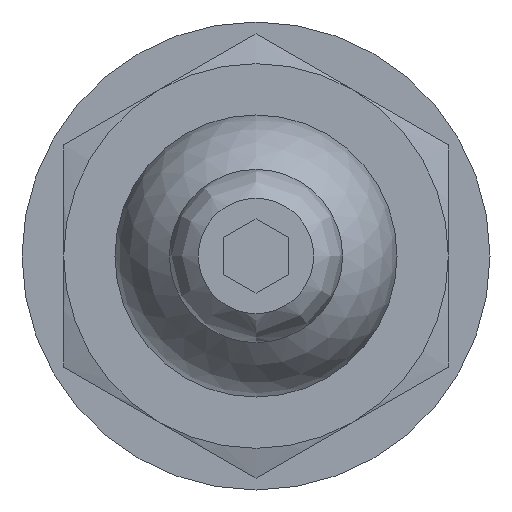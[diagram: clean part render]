
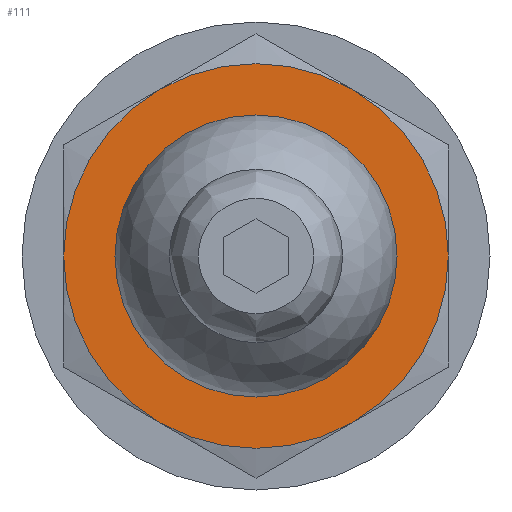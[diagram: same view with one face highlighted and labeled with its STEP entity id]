
A CAD part, front view. The second image highlights one B-rep face of the part: STEP entity #111.
In plain terms, the highlighted planar face has unit normal (0, -1, 0).
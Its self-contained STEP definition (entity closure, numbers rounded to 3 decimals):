
#111 = ADVANCED_FACE( '', ( #243, #244 ), #245, .F. );
#243 = FACE_BOUND( '', #398, .T. );
#244 = FACE_OUTER_BOUND( '', #399, .T. );
#245 = PLANE( '', #400 );
#398 = EDGE_LOOP( '', ( #674 ) );
#399 = EDGE_LOOP( '', ( #675, #676, #677, #678, #679, #680 ) );
#400 = AXIS2_PLACEMENT_3D( '', #681, #682, #683 );
#674 = ORIENTED_EDGE( '', *, *, #868, .T. );
#675 = ORIENTED_EDGE( '', *, *, #911, .T. );
#676 = ORIENTED_EDGE( '', *, *, #908, .T. );
#677 = ORIENTED_EDGE( '', *, *, #912, .T. );
#678 = ORIENTED_EDGE( '', *, *, #913, .T. );
#679 = ORIENTED_EDGE( '', *, *, #854, .T. );
#680 = ORIENTED_EDGE( '', *, *, #843, .T. );
#681 = CARTESIAN_POINT( '', ( 15., 0., 0. ) );
#682 = DIRECTION( '', ( 0., 1., 0. ) );
#683 = DIRECTION( '', ( 0., 0., 1. ) );
#843 = EDGE_CURVE( '', #964, #973, #974, .T. );
#854 = EDGE_CURVE( '', #990, #964, #991, .T. );
#868 = EDGE_CURVE( '', #1014, #1014, #1015, .T. );
#908 = EDGE_CURVE( '', #1073, #1057, #1074, .T. );
#911 = EDGE_CURVE( '', #973, #1073, #1077, .T. );
#912 = EDGE_CURVE( '', #1057, #1078, #1079, .T. );
#913 = EDGE_CURVE( '', #1078, #990, #1080, .T. );
#964 = VERTEX_POINT( '', #1147 );
#973 = VERTEX_POINT( '', #1166 );
#974 = CIRCLE( '', #1167, 15. );
#990 = VERTEX_POINT( '', #1204 );
#991 = CIRCLE( '', #1205, 15. );
#1014 = VERTEX_POINT( '', #1239 );
#1015 = CIRCLE( '', #1240, 11. );
#1057 = VERTEX_POINT( '', #1320 );
#1073 = VERTEX_POINT( '', #1356 );
#1074 = CIRCLE( '', #1357, 15. );
#1077 = CIRCLE( '', #1365, 15. );
#1078 = VERTEX_POINT( '', #1366 );
#1079 = CIRCLE( '', #1367, 15. );
#1080 = CIRCLE( '', #1368, 15. );
#1147 = CARTESIAN_POINT( '', ( -7.5, 0., -12.99 ) );
#1166 = CARTESIAN_POINT( '', ( 7.5, 0., -12.99 ) );
#1167 = AXIS2_PLACEMENT_3D( '', #1449, #1450, #1451 );
#1204 = CARTESIAN_POINT( '', ( -15., 0., 0. ) );
#1205 = AXIS2_PLACEMENT_3D( '', #1459, #1460, #1461 );
#1239 = CARTESIAN_POINT( '', ( 0., 0., 11. ) );
#1240 = AXIS2_PLACEMENT_3D( '', #1477, #1478, #1479 );
#1320 = CARTESIAN_POINT( '', ( 7.5, 0., 12.99 ) );
#1356 = CARTESIAN_POINT( '', ( 15., 0., 0. ) );
#1357 = AXIS2_PLACEMENT_3D( '', #1508, #1509, #1510 );
#1365 = AXIS2_PLACEMENT_3D( '', #1511, #1512, #1513 );
#1366 = CARTESIAN_POINT( '', ( -7.5, 0., 12.99 ) );
#1367 = AXIS2_PLACEMENT_3D( '', #1514, #1515, #1516 );
#1368 = AXIS2_PLACEMENT_3D( '', #1517, #1518, #1519 );
#1449 = CARTESIAN_POINT( '', ( 0., 0., 0. ) );
#1450 = DIRECTION( '', ( 0., -1., 0. ) );
#1451 = DIRECTION( '', ( 0., 0., -1. ) );
#1459 = CARTESIAN_POINT( '', ( 0., 0., 0. ) );
#1460 = DIRECTION( '', ( 0., -1., 0. ) );
#1461 = DIRECTION( '', ( 0., 0., -1. ) );
#1477 = CARTESIAN_POINT( '', ( 0., 0., 0. ) );
#1478 = DIRECTION( '', ( 0., 1., 0. ) );
#1479 = DIRECTION( '', ( 0., 0., 1. ) );
#1508 = CARTESIAN_POINT( '', ( 0., 0., 0. ) );
#1509 = DIRECTION( '', ( 0., -1., 0. ) );
#1510 = DIRECTION( '', ( 0., 0., -1. ) );
#1511 = CARTESIAN_POINT( '', ( 0., 0., 0. ) );
#1512 = DIRECTION( '', ( 0., -1., 0. ) );
#1513 = DIRECTION( '', ( 0., 0., -1. ) );
#1514 = CARTESIAN_POINT( '', ( 0., 0., 0. ) );
#1515 = DIRECTION( '', ( 0., -1., 0. ) );
#1516 = DIRECTION( '', ( 0., 0., -1. ) );
#1517 = CARTESIAN_POINT( '', ( 0., 0., 0. ) );
#1518 = DIRECTION( '', ( 0., -1., 0. ) );
#1519 = DIRECTION( '', ( 0., 0., -1. ) );
